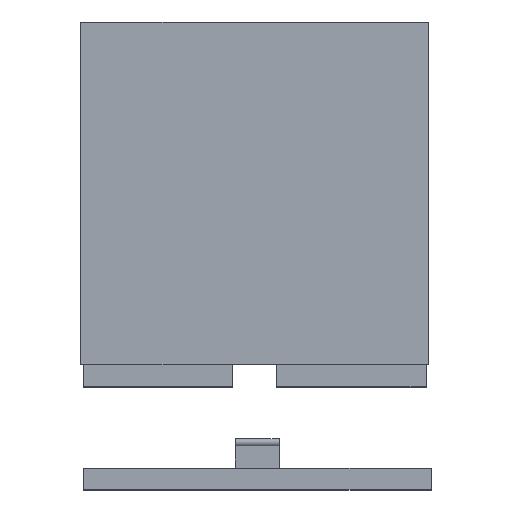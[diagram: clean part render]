
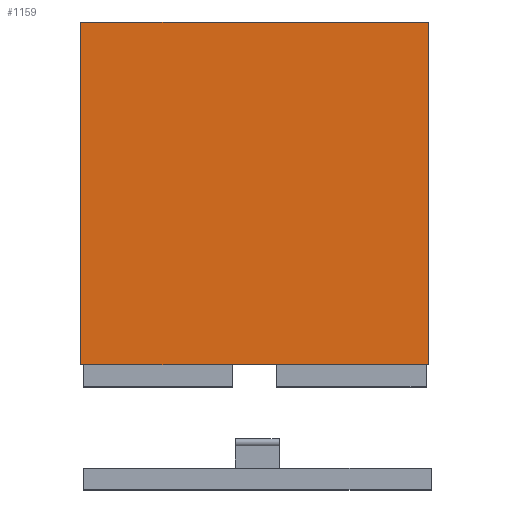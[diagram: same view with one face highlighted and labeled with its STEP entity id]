
A CAD part, top view. The second image highlights one B-rep face of the part: STEP entity #1159.
In plain terms, the highlighted planar face has unit normal (0, 0, 1).
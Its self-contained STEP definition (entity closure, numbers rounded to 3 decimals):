
#72=FACE_OUTER_BOUND('',#142,.T.);
#142=EDGE_LOOP('',(#908,#909,#910,#911));
#247=LINE('',#1743,#398);
#260=LINE('',#1768,#411);
#265=LINE('',#1776,#416);
#267=LINE('',#1780,#418);
#398=VECTOR('',#1415,10.);
#411=VECTOR('',#1436,10.);
#416=VECTOR('',#1443,10.);
#418=VECTOR('',#1449,10.);
#534=VERTEX_POINT('',#1741);
#535=VERTEX_POINT('',#1742);
#542=VERTEX_POINT('',#1766);
#543=VERTEX_POINT('',#1767);
#660=EDGE_CURVE('',#534,#535,#247,.T.);
#673=EDGE_CURVE('',#542,#543,#260,.T.);
#678=EDGE_CURVE('',#534,#543,#265,.T.);
#680=EDGE_CURVE('',#535,#542,#267,.T.);
#908=ORIENTED_EDGE('',*,*,#678,.T.);
#909=ORIENTED_EDGE('',*,*,#673,.F.);
#910=ORIENTED_EDGE('',*,*,#680,.F.);
#911=ORIENTED_EDGE('',*,*,#660,.F.);
#1096=PLANE('',#1246);
#1159=ADVANCED_FACE('',(#72),#1096,.F.);
#1246=AXIS2_PLACEMENT_3D('',#1781,#1450,#1451);
#1415=DIRECTION('',(-1.,0.,0.));
#1436=DIRECTION('',(1.,0.,0.));
#1443=DIRECTION('',(0.,1.,0.));
#1449=DIRECTION('',(0.,1.,0.));
#1450=DIRECTION('center_axis',(0.,0.,
-1.));
#1451=DIRECTION('ref_axis',(0.,-1.,0.));
#1741=CARTESIAN_POINT('',(203.,-200.,103.));
#1742=CARTESIAN_POINT('',(0.,-200.,103.));
#1743=CARTESIAN_POINT('',(101.5,-200.,103.));
#1766=CARTESIAN_POINT('',(0.,0.,103.));
#1767=CARTESIAN_POINT('',(203.,0.,103.));
#1768=CARTESIAN_POINT('',(101.5,0.,103.));
#1776=CARTESIAN_POINT('',(203.,-100.,103.));
#1780=CARTESIAN_POINT('',(0.,-100.,103.));
#1781=CARTESIAN_POINT('Origin',(101.5,-100.,103.));
